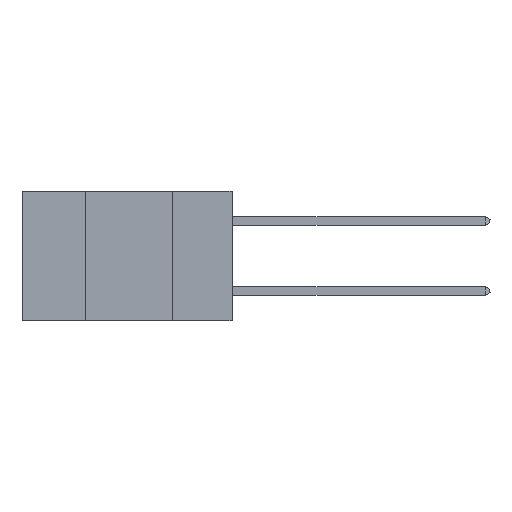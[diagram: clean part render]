
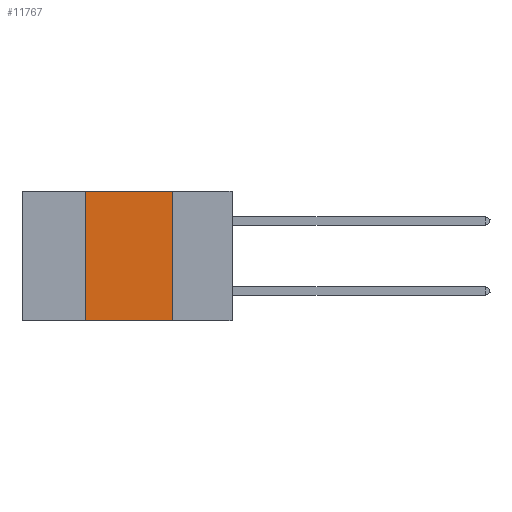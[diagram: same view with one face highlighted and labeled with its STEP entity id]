
A CAD part, left-side view. The second image highlights one B-rep face of the part: STEP entity #11767.
In plain terms, the highlighted planar face has unit normal (-1, 0, 0).
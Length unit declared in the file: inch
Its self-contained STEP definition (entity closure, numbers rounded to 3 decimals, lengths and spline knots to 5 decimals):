
#622 = LINE ( 'NONE', #16811, #16724 ) ;
#2566 = VECTOR ( 'NONE', #28991, 39.37008 ) ;
#5126 = CARTESIAN_POINT ( 'NONE',  ( 0., 0.6, 0. ) ) ;
#5292 = LINE ( 'NONE', #18262, #33259 ) ;
#5636 = EDGE_CURVE ( 'NONE', #34481, #34600, #5292, .T. ) ;
#6048 = FACE_OUTER_BOUND ( 'NONE', #15825, .T. ) ;
#9195 = CARTESIAN_POINT ( 'NONE',  ( 0., 0.17, -0.37 ) ) ;
#9638 = LINE ( 'NONE', #33352, #15553 ) ;
#9957 = EDGE_CURVE ( 'NONE', #22709, #34600, #622, .T. ) ;
#11485 = DIRECTION ( 'NONE',  ( 0., -1., 0. ) ) ;
#11767 = ADVANCED_FACE ( 'NONE', ( #6048 ), #13180, .F. ) ;
#13180 = PLANE ( 'NONE',  #20987 ) ;
#13928 = DIRECTION ( 'NONE',  ( 0., 0., 1. ) ) ;
#14625 = ORIENTED_EDGE ( 'NONE', *, *, #20652, .F. ) ;
#15553 = VECTOR ( 'NONE', #13928, 39.37008 ) ;
#15762 = DIRECTION ( 'NONE',  ( 0., 0., -1. ) ) ;
#15825 = EDGE_LOOP ( 'NONE', ( #16089, #31814, #14625, #22730 ) ) ;
#16089 = ORIENTED_EDGE ( 'NONE', *, *, #5636, .F. ) ;
#16383 = EDGE_CURVE ( 'NONE', #24390, #34481, #21650, .T. ) ;
#16724 = VECTOR ( 'NONE', #11485, 39.37008 ) ;
#16811 = CARTESIAN_POINT ( 'NONE',  ( 0., 0.6, -0.37 ) ) ;
#18262 = CARTESIAN_POINT ( 'NONE',  ( 0., 0.17, 0. ) ) ;
#19174 = CARTESIAN_POINT ( 'NONE',  ( 0., 0.17, 0. ) ) ;
#20652 = EDGE_CURVE ( 'NONE', #22709, #24390, #9638, .T. ) ;
#20987 = AXIS2_PLACEMENT_3D ( 'NONE', #5126, #21359, #34625 ) ;
#21359 = DIRECTION ( 'NONE',  ( 1., 0., 0. ) ) ;
#21650 = LINE ( 'NONE', #31874, #2566 ) ;
#22709 = VERTEX_POINT ( 'NONE', #34764 ) ;
#22730 = ORIENTED_EDGE ( 'NONE', *, *, #9957, .T. ) ;
#24390 = VERTEX_POINT ( 'NONE', #25177 ) ;
#25177 = CARTESIAN_POINT ( 'NONE',  ( 0., 0.42, 0. ) ) ;
#28991 = DIRECTION ( 'NONE',  ( 0., -1., 0. ) ) ;
#31814 = ORIENTED_EDGE ( 'NONE', *, *, #16383, .F. ) ;
#31874 = CARTESIAN_POINT ( 'NONE',  ( 0., 0.6, 0. ) ) ;
#33259 = VECTOR ( 'NONE', #15762, 39.37008 ) ;
#33352 = CARTESIAN_POINT ( 'NONE',  ( 0., 0.42, 0. ) ) ;
#34481 = VERTEX_POINT ( 'NONE', #19174 ) ;
#34600 = VERTEX_POINT ( 'NONE', #9195 ) ;
#34625 = DIRECTION ( 'NONE',  ( 0., 0., -1. ) ) ;
#34764 = CARTESIAN_POINT ( 'NONE',  ( 0., 0.42, -0.37 ) ) ;
